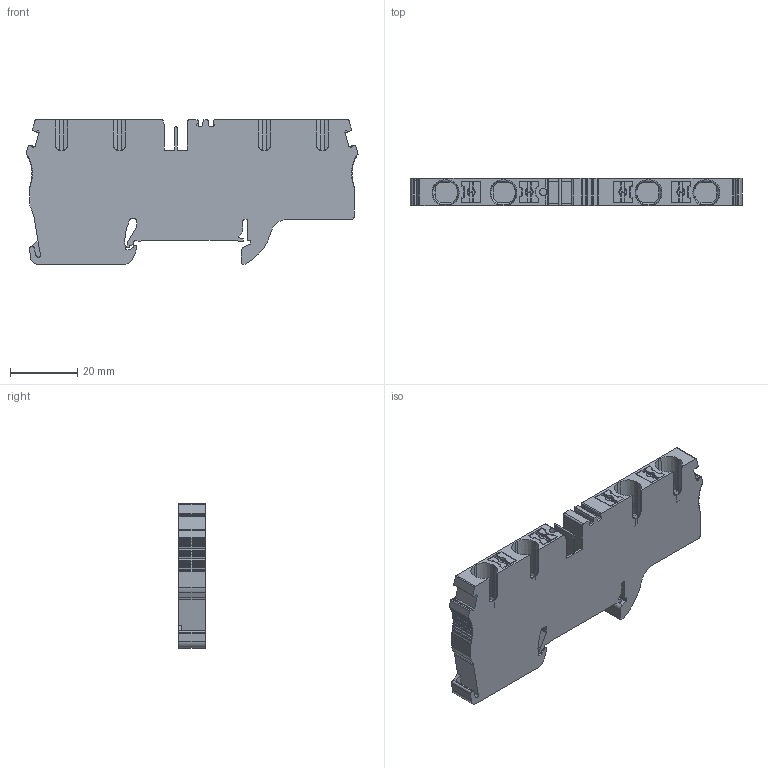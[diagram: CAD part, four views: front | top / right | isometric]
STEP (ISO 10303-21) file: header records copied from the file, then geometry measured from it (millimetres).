
FILE_DESCRIPTION(/* description */ ('Unknown'),/* implementation_level */ '2;1');
FILE_NAME(/* name */ 'PQ6-2X2',/* time_stamp */ '2024-11-21T15:56:28+05:00',/* author */ ('Unknown'),/* organization */ ('Unknown'),/* preprocessor_version */ 'ST-DEVELOPER v16.7',/* originating_system */ 'Solid Edge',/* authorisation */ 'Unknown');
FILE_SCHEMA (('AUTOMOTIVE_DESIGN {1 0 10303 214 3 1 1}'));
Length unit declared in the file: millimetre
Products named in the file (1): Part5
Bounding box: 98.64 x 8 x 42.9 mm (x, y, z)
Volume: 24385.9 mm3; surface area: 12738 mm2
Topology: 1 solids, 1 shells, 648 faces, 1841 edges, 1207 vertices
Faces by surface type: plane 378, cylinder 190, bspline 48, cone 24, torus 8
Full cylindrical faces by diameter (mm): 2.15 x1
Entity records: 26460 total; most frequent: CARTESIAN_POINT 5167, ORIENTED_EDGE 3678, DIRECTION 3310, EDGE_CURVE 1839, LINE 1230, VECTOR 1230, VERTEX_POINT 1206, AXIS2_PLACEMENT_3D 1040
